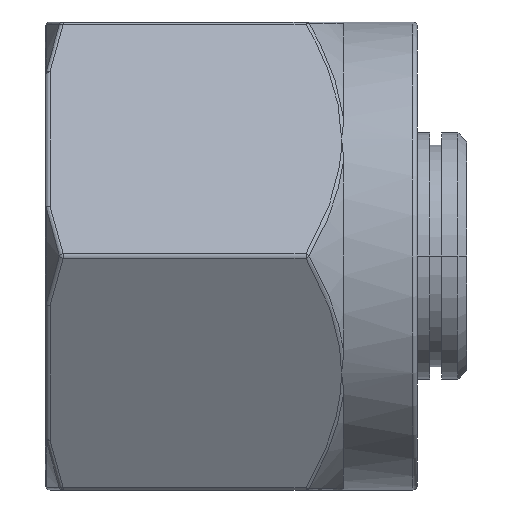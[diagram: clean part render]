
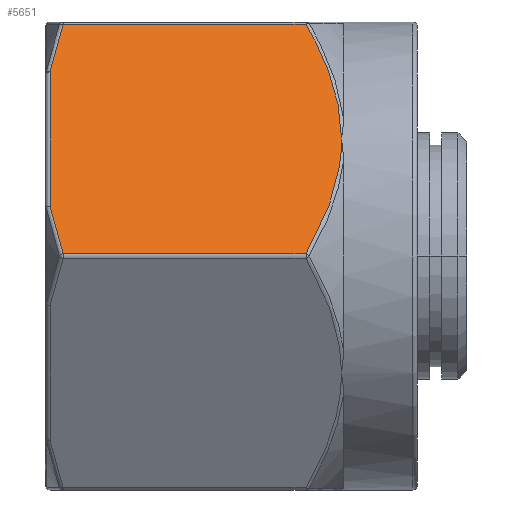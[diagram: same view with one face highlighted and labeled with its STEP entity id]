
A CAD part, front view. The second image highlights one B-rep face of the part: STEP entity #5651.
In plain terms, the highlighted planar face has unit normal (0, -0.866, 0.5).
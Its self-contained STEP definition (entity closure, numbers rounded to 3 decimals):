
#2217=DIRECTION('',(-1.,0.,0.));
#2218=VECTOR('',#2217,9.861);
#2219=CARTESIAN_POINT('',(-4.518,-5.539,
9.406));
#2220=LINE('',#2219,#2218);
#2221=CARTESIAN_POINT('',(-3.078,-8.227,
4.75));
#2222=CARTESIAN_POINT('',(-3.078,-8.137,
4.906));
#2223=CARTESIAN_POINT('',(-3.088,-7.949,
5.233));
#2224=CARTESIAN_POINT('',(-3.147,-7.628,
5.788));
#2225=CARTESIAN_POINT('',(-3.252,-7.304,
6.349));
#2226=CARTESIAN_POINT('',(-3.398,-6.984,
6.903));
#2227=CARTESIAN_POINT('',(-3.569,-6.688,
7.416));
#2228=CARTESIAN_POINT('',(-3.744,-6.43,
7.863));
#2229=CARTESIAN_POINT('',(-3.914,-6.207,
8.249));
#2230=CARTESIAN_POINT('',(-4.079,-6.008,
8.593));
#2231=CARTESIAN_POINT('',(-4.236,-5.833,
8.898));
#2232=CARTESIAN_POINT('',(-4.381,-5.678,
9.165));
#2233=CARTESIAN_POINT('',(-4.473,-5.584,
9.329));
#2234=CARTESIAN_POINT('',(-4.518,-5.539,
9.406));
#2236=CARTESIAN_POINT('',(-4.518,-10.916,
0.094));
#2237=CARTESIAN_POINT('',(-4.409,-10.806,
0.283));
#2238=CARTESIAN_POINT('',(-4.208,-10.595,
0.649));
#2239=CARTESIAN_POINT('',(-3.955,-10.301,
1.158));
#2240=CARTESIAN_POINT('',(-3.746,-10.028,
1.63));
#2241=CARTESIAN_POINT('',(-3.575,-9.776,
2.068));
#2242=CARTESIAN_POINT('',(-3.426,-9.52,
2.511));
#2243=CARTESIAN_POINT('',(-3.304,-9.269,
2.946));
#2244=CARTESIAN_POINT('',(-3.216,-9.043,
3.337));
#2245=CARTESIAN_POINT('',(-3.156,-8.843,
3.684));
#2246=CARTESIAN_POINT('',(-3.116,-8.663,
3.995));
#2247=CARTESIAN_POINT('',(-3.092,-8.502,
4.274));
#2248=CARTESIAN_POINT('',(-3.08,-8.359,
4.522));
#2249=CARTESIAN_POINT('',(-3.078,-8.27,4.676));
#2250=CARTESIAN_POINT('',(-3.078,-8.227,
4.75));
#2252=DIRECTION('',(-1.,0.,0.));
#2253=VECTOR('',#2252,9.861);
#2254=CARTESIAN_POINT('',(-4.518,-10.916,
0.094));
#2255=LINE('',#2254,#2253);
#2256=CARTESIAN_POINT('',(-14.912,-9.801,
2.025));
#2257=CARTESIAN_POINT('',(-14.891,-9.859,
1.924));
#2258=CARTESIAN_POINT('',(-14.843,-9.982,
1.712));
#2259=CARTESIAN_POINT('',(-14.758,-10.182,
1.365));
#2260=CARTESIAN_POINT('',(-14.656,-10.401,
0.985));
#2261=CARTESIAN_POINT('',(-14.533,-10.643,
0.566));
#2262=CARTESIAN_POINT('',(-14.434,-10.822,
0.256));
#2263=CARTESIAN_POINT('',(-14.379,-10.916,
0.094));
#2265=DIRECTION('',(0.,0.5,0.866));
#2266=VECTOR('',#2265,6.293);
#2267=CARTESIAN_POINT('',(-14.912,-9.801,
2.025));
#2268=LINE('',#2267,#2266);
#2269=CARTESIAN_POINT('',(-14.379,-5.539,
9.406));
#2270=CARTESIAN_POINT('',(-14.434,-5.634,
9.242));
#2271=CARTESIAN_POINT('',(-14.535,-5.815,
8.927));
#2272=CARTESIAN_POINT('',(-14.659,-6.059,
8.505));
#2273=CARTESIAN_POINT('',(-14.762,-6.281,
8.121));
#2274=CARTESIAN_POINT('',(-14.846,-6.478,
7.78));
#2275=CARTESIAN_POINT('',(-14.892,-6.598,
7.573));
#2276=CARTESIAN_POINT('',(-14.912,-6.654,
7.475));
#2715=CARTESIAN_POINT('',(-4.518,-5.539,
9.406));
#2716=CARTESIAN_POINT('',(-14.379,-5.539,
9.406));
#2717=VERTEX_POINT('',#2715);
#2718=VERTEX_POINT('',#2716);
#2719=VERTEX_POINT('',#2221);
#2750=VERTEX_POINT('',#2236);
#2753=CARTESIAN_POINT('',(-14.379,-10.916,
0.094));
#2754=VERTEX_POINT('',#2753);
#2759=VERTEX_POINT('',#2256);
#2763=CARTESIAN_POINT('',(-14.912,-6.654,
7.475));
#2764=VERTEX_POINT('',#2763);
#5632=CARTESIAN_POINT('',(0.,-5.485,9.5));
#5633=DIRECTION('',(0.,-0.866,0.5));
#5634=DIRECTION('',(0.,-0.5,-0.866));
#5635=AXIS2_PLACEMENT_3D('',#5632,#5633,#5634);
#5636=PLANE('',#5635);
#5637=ORIENTED_EDGE('',*,*,#5491,.F.);
#5638=ORIENTED_EDGE('',*,*,#5624,.F.);
#5640=ORIENTED_EDGE('',*,*,#5639,.F.);
#5642=ORIENTED_EDGE('',*,*,#5641,.T.);
#5644=ORIENTED_EDGE('',*,*,#5643,.F.);
#5646=ORIENTED_EDGE('',*,*,#5645,.T.);
#5648=ORIENTED_EDGE('',*,*,#5647,.F.);
#5649=EDGE_LOOP('',(#5637,#5638,#5640,#5642,#5644,#5646,#5648));
#5650=FACE_OUTER_BOUND('',#5649,.F.);
#2235=B_SPLINE_CURVE_WITH_KNOTS('',3,(#2221,#2222,#2223,#2224,#2225,#2226,#2227,
#2228,#2229,#2230,#2231,#2232,#2233,#2234),.UNSPECIFIED.,.F.,.F.,(4,1,1,1,1,1,1,
1,1,1,1,4),(0.,0.091,0.182,0.273,
0.364,0.455,0.545,0.636,
0.727,0.818,0.909,1.),.UNSPECIFIED.);
#2251=B_SPLINE_CURVE_WITH_KNOTS('',3,(#2236,#2237,#2238,#2239,#2240,#2241,#2242,
#2243,#2244,#2245,#2246,#2247,#2248,#2249,#2250),.UNSPECIFIED.,.F.,.F.,(4,1,1,1,
1,1,1,1,1,1,1,1,4),(0.,0.083,0.167,0.25,
0.333,0.417,0.5,0.583,0.667,
0.75,0.833,0.917,1.),.UNSPECIFIED.);
#2264=B_SPLINE_CURVE_WITH_KNOTS('',3,(#2256,#2257,#2258,#2259,#2260,#2261,#2262,
#2263),.UNSPECIFIED.,.F.,.F.,(4,1,1,1,1,4),(0.,0.2,0.4,0.6,0.8,1.),
.UNSPECIFIED.);
#2277=B_SPLINE_CURVE_WITH_KNOTS('',3,(#2269,#2270,#2271,#2272,#2273,#2274,#2275,
#2276),.UNSPECIFIED.,.F.,.F.,(4,1,1,1,1,4),(0.,0.2,0.4,0.6,0.8,1.),
.UNSPECIFIED.);
#5491=EDGE_CURVE('',#2717,#2718,#2220,.T.);
#5624=EDGE_CURVE('',#2719,#2717,#2235,.T.);
#5639=EDGE_CURVE('',#2750,#2719,#2251,.T.);
#5641=EDGE_CURVE('',#2750,#2754,#2255,.T.);
#5643=EDGE_CURVE('',#2759,#2754,#2264,.T.);
#5645=EDGE_CURVE('',#2759,#2764,#2268,.T.);
#5647=EDGE_CURVE('',#2718,#2764,#2277,.T.);
#5651=ADVANCED_FACE('',(#5650),#5636,.T.);
